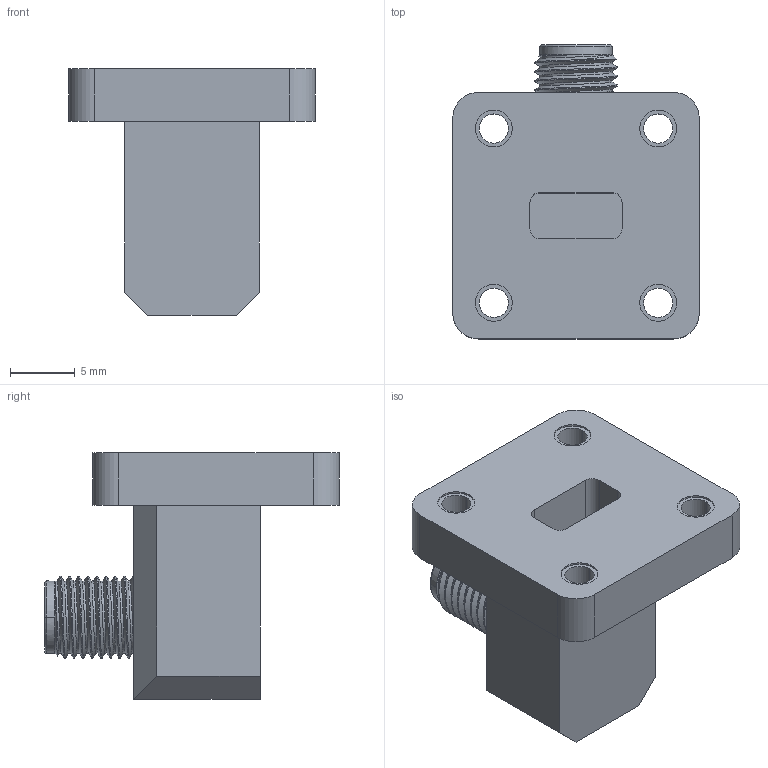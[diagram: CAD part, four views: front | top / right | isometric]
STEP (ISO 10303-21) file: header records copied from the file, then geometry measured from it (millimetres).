
FILE_DESCRIPTION (( 'STEP AP203' ), '1' );
FILE_NAME ('PE-W28CA001.step', '2019-10-01T21:00:15', ( '' ), ( '' ), 'SwSTEP 2.0', 'SolidWorks 2018', '' );
FILE_SCHEMA (( 'CONFIG_CONTROL_DESIGN' ));
Length unit declared in the file: inch
Products named in the file (1): PE-W28CA001
Bounding box: 19.05 x 22.73 x 19.05 mm (x, y, z)
Volume: 2550.9 mm3; surface area: 2290.9 mm2
Topology: 1 solids, 1 shells, 113 faces, 281 edges, 184 vertices
Faces by surface type: cylinder 59, plane 41, cone 7, bspline 4, torus 2
Entity records: 6510 total; most frequent: CARTESIAN_POINT 3768, ORIENTED_EDGE 562, DIRECTION 548, EDGE_CURVE 281, AXIS2_PLACEMENT_3D 212, VERTEX_POINT 184, EDGE_LOOP 135, VECTOR 124
